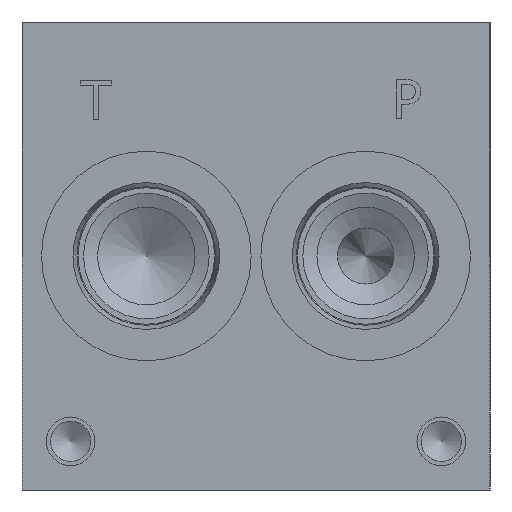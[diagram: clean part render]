
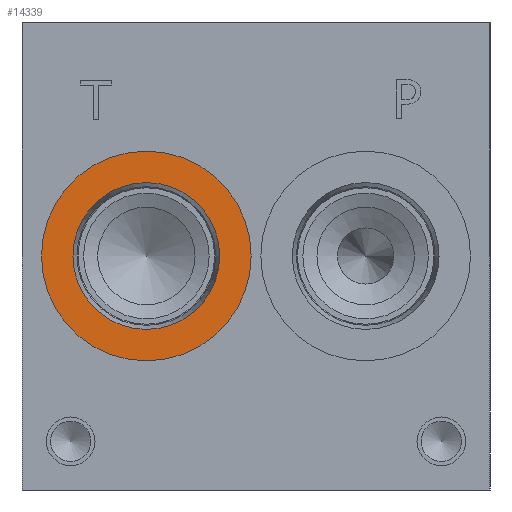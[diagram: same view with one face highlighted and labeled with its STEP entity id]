
A CAD part, left-side view. The second image highlights one B-rep face of the part: STEP entity #14339.
In plain terms, the highlighted planar face has unit normal (-1, 0, 0).
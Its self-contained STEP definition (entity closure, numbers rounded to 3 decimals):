
#283=CIRCLE('',#15009,17.069);
#284=CIRCLE('',#15010,17.069);
#285=CIRCLE('',#15012,11.951);
#286=CIRCLE('',#15013,11.951);
#653=FACE_BOUND('',#2662,.T.);
#1835=FACE_OUTER_BOUND('',#2661,.T.);
#2661=EDGE_LOOP('',(#11928,#11929));
#2662=EDGE_LOOP('',(#11930,#11931));
#6486=VERTEX_POINT('',#24266);
#6487=VERTEX_POINT('',#24268);
#6488=VERTEX_POINT('',#24272);
#6489=VERTEX_POINT('',#24273);
#8389=EDGE_CURVE('',#6486,#6487,#283,.T.);
#8390=EDGE_CURVE('',#6487,#6486,#284,.T.);
#8391=EDGE_CURVE('',#6488,#6489,#285,.T.);
#8392=EDGE_CURVE('',#6489,#6488,#286,.T.);
#11928=ORIENTED_EDGE('',*,*,#8390,.F.);
#11929=ORIENTED_EDGE('',*,*,#8389,.F.);
#11930=ORIENTED_EDGE('',*,*,#8391,.T.);
#11931=ORIENTED_EDGE('',*,*,#8392,.T.);
#13223=PLANE('',#15011);
#14339=ADVANCED_FACE('',(#1835,#653),#13223,.F.);
#15009=AXIS2_PLACEMENT_3D('',#24269,#17547,#17548);
#15010=AXIS2_PLACEMENT_3D('',#24270,#17549,#17550);
#15011=AXIS2_PLACEMENT_3D('',#24271,#17551,#17552);
#15012=AXIS2_PLACEMENT_3D('',#24274,#17553,#17554);
#15013=AXIS2_PLACEMENT_3D('',#24275,#17555,#17556);
#17547=DIRECTION('center_axis',(1.,0.,0.));
#17548=DIRECTION('ref_axis',(0.,0.,-1.));
#17549=DIRECTION('center_axis',(1.,0.,0.));
#17550=DIRECTION('ref_axis',(0.,0.,-1.));
#17551=DIRECTION('center_axis',(1.,0.,0.));
#17552=DIRECTION('ref_axis',(0.,0.,-1.));
#17553=DIRECTION('center_axis',(1.,0.,0.));
#17554=DIRECTION('ref_axis',(0.,0.,-1.));
#17555=DIRECTION('center_axis',(1.,0.,0.));
#17556=DIRECTION('ref_axis',(0.,0.,-1.));
#24266=CARTESIAN_POINT('',(0.787,55.956,21.031));
#24268=CARTESIAN_POINT('',(0.787,55.956,55.169));
#24269=CARTESIAN_POINT('Origin',(0.787,55.956,38.1));
#24270=CARTESIAN_POINT('Origin',(0.787,55.956,38.1));
#24271=CARTESIAN_POINT('Origin',(0.787,55.956,50.051));
#24272=CARTESIAN_POINT('',(0.787,55.956,50.051));
#24273=CARTESIAN_POINT('',(0.787,55.956,26.149));
#24274=CARTESIAN_POINT('Origin',(0.787,55.956,38.1));
#24275=CARTESIAN_POINT('Origin',(0.787,55.956,38.1));
